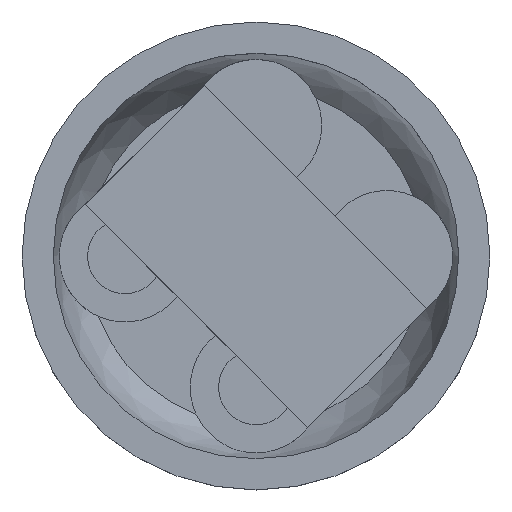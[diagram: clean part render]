
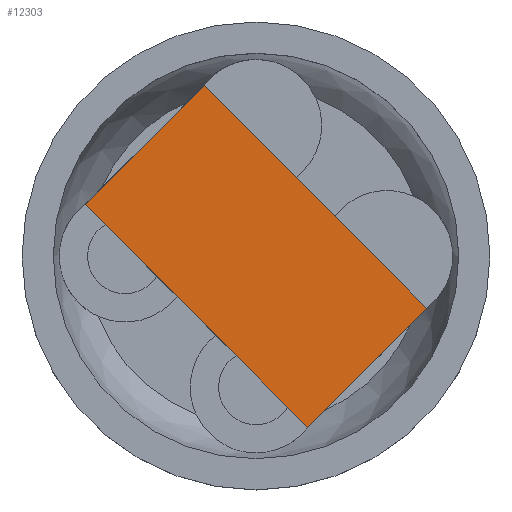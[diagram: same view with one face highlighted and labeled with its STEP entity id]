
A CAD part, top view. The second image highlights one B-rep face of the part: STEP entity #12303.
In plain terms, the highlighted planar face has unit normal (0, 0, 1).
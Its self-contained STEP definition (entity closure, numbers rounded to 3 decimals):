
#9357 = PLANE('',#9358);
#9358 = AXIS2_PLACEMENT_3D('',#9359,#9360,#9361);
#9359 = CARTESIAN_POINT('',(54.801,-16.617,-41.));
#9360 = DIRECTION('',(-0.707,-0.707,0.));
#9361 = DIRECTION('',(-0.707,0.707,0.));
#9571 = PLANE('',#9572);
#9572 = AXIS2_PLACEMENT_3D('',#9573,#9574,#9575);
#9573 = CARTESIAN_POINT('',(-54.801,16.617,-41.));
#9574 = DIRECTION('',(0.707,0.707,0.));
#9575 = DIRECTION('',(0.707,-0.707,0.));
#9941 = VERTEX_POINT('',#9942);
#9942 = CARTESIAN_POINT('',(54.801,-16.617,-31.));
#9956 = PLANE('',#9957);
#9957 = AXIS2_PLACEMENT_3D('',#9958,#9959,#9960);
#9958 = CARTESIAN_POINT('',(16.617,-54.801,-41.));
#9959 = DIRECTION('',(-0.707,0.707,0.));
#9960 = DIRECTION('',(0.707,0.707,0.));
#9968 = EDGE_CURVE('',#9941,#9969,#9971,.T.);
#9969 = VERTEX_POINT('',#9970);
#9970 = CARTESIAN_POINT('',(-16.617,54.801,-31.));
#9971 = SURFACE_CURVE('',#9972,(#9976,#9983),.PCURVE_S1.);
#9972 = LINE('',#9973,#9974);
#9973 = CARTESIAN_POINT('',(54.801,-16.617,-31.));
#9974 = VECTOR('',#9975,1.);
#9975 = DIRECTION('',(-0.707,0.707,0.));
#9976 = PCURVE('',#9357,#9977);
#9977 = DEFINITIONAL_REPRESENTATION('',(#9978),#9982);
#9978 = LINE('',#9979,#9980);
#9979 = CARTESIAN_POINT('',(0.,-10.));
#9980 = VECTOR('',#9981,1.);
#9981 = DIRECTION('',(1.,0.));
#9982 = ( GEOMETRIC_REPRESENTATION_CONTEXT(2) 
PARAMETRIC_REPRESENTATION_CONTEXT() REPRESENTATION_CONTEXT('2D SPACE',''
  ) );
#9983 = PCURVE('',#9984,#9989);
#9984 = PLANE('',#9985);
#9985 = AXIS2_PLACEMENT_3D('',#9986,#9987,#9988);
#9986 = CARTESIAN_POINT('',(0.,0.,-31.));
#9987 = DIRECTION('',(0.,0.,1.));
#9988 = DIRECTION('',(0.,1.,0.));
#9989 = DEFINITIONAL_REPRESENTATION('',(#9990),#9994);
#9990 = LINE('',#9991,#9992);
#9991 = CARTESIAN_POINT('',(-16.617,-54.801));
#9992 = VECTOR('',#9993,1.);
#9993 = DIRECTION('',(0.707,0.707));
#9994 = ( GEOMETRIC_REPRESENTATION_CONTEXT(2) 
PARAMETRIC_REPRESENTATION_CONTEXT() REPRESENTATION_CONTEXT('2D SPACE',''
  ) );
#10012 = PLANE('',#10013);
#10013 = AXIS2_PLACEMENT_3D('',#10014,#10015,#10016);
#10014 = CARTESIAN_POINT('',(-16.617,54.801,-41.));
#10015 = DIRECTION('',(0.707,-0.707,0.));
#10016 = DIRECTION('',(-0.707,-0.707,0.));
#11709 = VERTEX_POINT('',#11710);
#11710 = CARTESIAN_POINT('',(-54.801,16.617,-31.));
#11731 = EDGE_CURVE('',#11709,#11732,#11734,.T.);
#11732 = VERTEX_POINT('',#11733);
#11733 = CARTESIAN_POINT('',(16.617,-54.801,-31.));
#11734 = SURFACE_CURVE('',#11735,(#11739,#11746),.PCURVE_S1.);
#11735 = LINE('',#11736,#11737);
#11736 = CARTESIAN_POINT('',(-54.801,16.617,-31.));
#11737 = VECTOR('',#11738,1.);
#11738 = DIRECTION('',(0.707,-0.707,0.));
#11739 = PCURVE('',#9571,#11740);
#11740 = DEFINITIONAL_REPRESENTATION('',(#11741),#11745);
#11741 = LINE('',#11742,#11743);
#11742 = CARTESIAN_POINT('',(0.,-10.));
#11743 = VECTOR('',#11744,1.);
#11744 = DIRECTION('',(1.,0.));
#11745 = ( GEOMETRIC_REPRESENTATION_CONTEXT(2) 
PARAMETRIC_REPRESENTATION_CONTEXT() REPRESENTATION_CONTEXT('2D SPACE',''
  ) );
#11746 = PCURVE('',#9984,#11747);
#11747 = DEFINITIONAL_REPRESENTATION('',(#11748),#11752);
#11748 = LINE('',#11749,#11750);
#11749 = CARTESIAN_POINT('',(16.617,54.801));
#11750 = VECTOR('',#11751,1.);
#11751 = DIRECTION('',(-0.707,-0.707));
#11752 = ( GEOMETRIC_REPRESENTATION_CONTEXT(2) 
PARAMETRIC_REPRESENTATION_CONTEXT() REPRESENTATION_CONTEXT('2D SPACE',''
  ) );
#12216 = EDGE_CURVE('',#9969,#11709,#12217,.T.);
#12217 = SURFACE_CURVE('',#12218,(#12222,#12229),.PCURVE_S1.);
#12218 = LINE('',#12219,#12220);
#12219 = CARTESIAN_POINT('',(-16.617,54.801,-31.));
#12220 = VECTOR('',#12221,1.);
#12221 = DIRECTION('',(-0.707,-0.707,0.));
#12222 = PCURVE('',#10012,#12223);
#12223 = DEFINITIONAL_REPRESENTATION('',(#12224),#12228);
#12224 = LINE('',#12225,#12226);
#12225 = CARTESIAN_POINT('',(0.,-10.));
#12226 = VECTOR('',#12227,1.);
#12227 = DIRECTION('',(1.,0.));
#12228 = ( GEOMETRIC_REPRESENTATION_CONTEXT(2) 
PARAMETRIC_REPRESENTATION_CONTEXT() REPRESENTATION_CONTEXT('2D SPACE',''
  ) );
#12229 = PCURVE('',#9984,#12230);
#12230 = DEFINITIONAL_REPRESENTATION('',(#12231),#12235);
#12231 = LINE('',#12232,#12233);
#12232 = CARTESIAN_POINT('',(54.801,16.617));
#12233 = VECTOR('',#12234,1.);
#12234 = DIRECTION('',(-0.707,0.707));
#12235 = ( GEOMETRIC_REPRESENTATION_CONTEXT(2) 
PARAMETRIC_REPRESENTATION_CONTEXT() REPRESENTATION_CONTEXT('2D SPACE',''
  ) );
#12303 = ADVANCED_FACE('',(#12304),#9984,.T.);
#12304 = FACE_BOUND('',#12305,.T.);
#12305 = EDGE_LOOP('',(#12306,#12307,#12308,#12309));
#12306 = ORIENTED_EDGE('',*,*,#9968,.T.);
#12307 = ORIENTED_EDGE('',*,*,#12216,.T.);
#12308 = ORIENTED_EDGE('',*,*,#11731,.T.);
#12309 = ORIENTED_EDGE('',*,*,#12310,.T.);
#12310 = EDGE_CURVE('',#11732,#9941,#12311,.T.);
#12311 = SURFACE_CURVE('',#12312,(#12316,#12323),.PCURVE_S1.);
#12312 = LINE('',#12313,#12314);
#12313 = CARTESIAN_POINT('',(16.617,-54.801,-31.));
#12314 = VECTOR('',#12315,1.);
#12315 = DIRECTION('',(0.707,0.707,0.));
#12316 = PCURVE('',#9984,#12317);
#12317 = DEFINITIONAL_REPRESENTATION('',(#12318),#12322);
#12318 = LINE('',#12319,#12320);
#12319 = CARTESIAN_POINT('',(-54.801,-16.617));
#12320 = VECTOR('',#12321,1.);
#12321 = DIRECTION('',(0.707,-0.707));
#12322 = ( GEOMETRIC_REPRESENTATION_CONTEXT(2) 
PARAMETRIC_REPRESENTATION_CONTEXT() REPRESENTATION_CONTEXT('2D SPACE',''
  ) );
#12323 = PCURVE('',#9956,#12324);
#12324 = DEFINITIONAL_REPRESENTATION('',(#12325),#12329);
#12325 = LINE('',#12326,#12327);
#12326 = CARTESIAN_POINT('',(0.,-10.));
#12327 = VECTOR('',#12328,1.);
#12328 = DIRECTION('',(1.,0.));
#12329 = ( GEOMETRIC_REPRESENTATION_CONTEXT(2) 
PARAMETRIC_REPRESENTATION_CONTEXT() REPRESENTATION_CONTEXT('2D SPACE',''
  ) );
